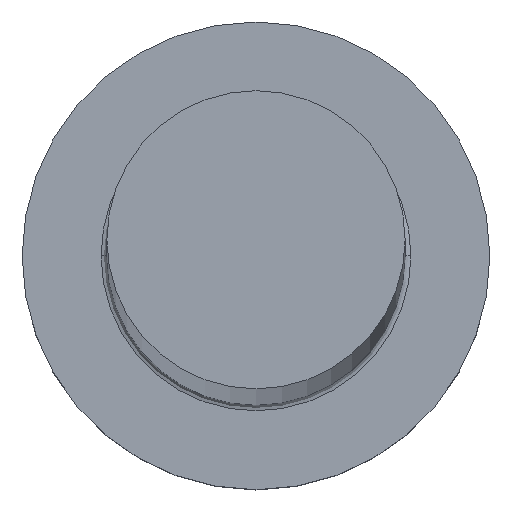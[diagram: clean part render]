
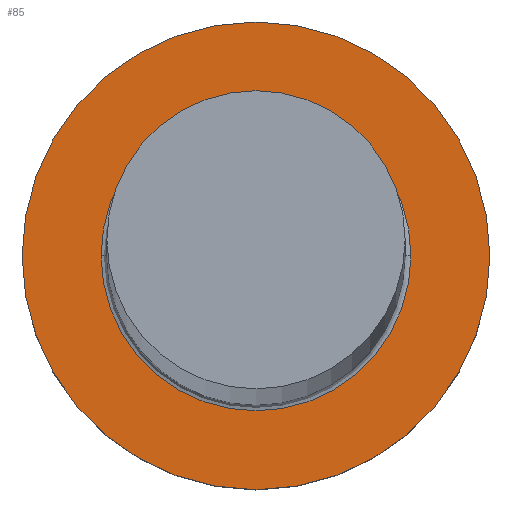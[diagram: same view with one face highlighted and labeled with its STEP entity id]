
A CAD part, top view. The second image highlights one B-rep face of the part: STEP entity #85.
In plain terms, the highlighted planar face has unit normal (0, 0, 1).
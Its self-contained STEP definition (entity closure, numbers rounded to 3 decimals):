
#11 = DIRECTION ( 'NONE',  ( 0., 0., 1. ) ) ;
#20 = CARTESIAN_POINT ( 'NONE',  ( 8., 0., 5. ) ) ;
#23 = EDGE_LOOP ( 'NONE', ( #145, #34 ) ) ;
#29 = PLANE ( 'NONE',  #175 ) ;
#30 = AXIS2_PLACEMENT_3D ( 'NONE', #278, #279, #62 ) ;
#34 = ORIENTED_EDGE ( 'NONE', *, *, #237, .T. ) ;
#41 = AXIS2_PLACEMENT_3D ( 'NONE', #239, #283, #66 ) ;
#52 = CARTESIAN_POINT ( 'NONE',  ( 0., 0., 5. ) ) ;
#62 = DIRECTION ( 'NONE',  ( 1., 0., 0. ) ) ;
#66 = DIRECTION ( 'NONE',  ( 1., 0., 0. ) ) ;
#71 = VERTEX_POINT ( 'NONE', #231 ) ;
#73 = FACE_OUTER_BOUND ( 'NONE', #23, .T. ) ;
#77 = CIRCLE ( 'NONE', #30, 8. ) ;
#85 = ADVANCED_FACE ( 'NONE', ( #270, #73 ), #29, .T. ) ;
#108 = DIRECTION ( 'NONE',  ( 1., 0., 0. ) ) ;
#118 = EDGE_LOOP ( 'NONE', ( #250, #263 ) ) ;
#121 = AXIS2_PLACEMENT_3D ( 'NONE', #52, #199, #122 ) ;
#122 = DIRECTION ( 'NONE',  ( 1., 0., 0. ) ) ;
#132 = CIRCLE ( 'NONE', #41, 5.3 ) ;
#133 = VERTEX_POINT ( 'NONE', #299 ) ;
#145 = ORIENTED_EDGE ( 'NONE', *, *, #301, .T. ) ;
#157 = VERTEX_POINT ( 'NONE', #255 ) ;
#175 = AXIS2_PLACEMENT_3D ( 'NONE', #225, #11, #176 ) ;
#176 = DIRECTION ( 'NONE',  ( 1., 0., 0. ) ) ;
#199 = DIRECTION ( 'NONE',  ( 0., 0., 1. ) ) ;
#207 = VERTEX_POINT ( 'NONE', #20 ) ;
#209 = AXIS2_PLACEMENT_3D ( 'NONE', #211, #236, #108 ) ;
#211 = CARTESIAN_POINT ( 'NONE',  ( 0., 0., 5. ) ) ;
#224 = EDGE_CURVE ( 'NONE', #71, #157, #132, .T. ) ;
#225 = CARTESIAN_POINT ( 'NONE',  ( 0., 0., 5. ) ) ;
#226 = CIRCLE ( 'NONE', #209, 5.3 ) ;
#231 = CARTESIAN_POINT ( 'NONE',  ( -5.3, 0., 5. ) ) ;
#236 = DIRECTION ( 'NONE',  ( 0., 0., -1. ) ) ;
#237 = EDGE_CURVE ( 'NONE', #207, #133, #77, .T. ) ;
#239 = CARTESIAN_POINT ( 'NONE',  ( 0., 0., 5. ) ) ;
#249 = EDGE_CURVE ( 'NONE', #157, #71, #226, .T. ) ;
#250 = ORIENTED_EDGE ( 'NONE', *, *, #249, .T. ) ;
#255 = CARTESIAN_POINT ( 'NONE',  ( 5.3, 0., 5. ) ) ;
#263 = ORIENTED_EDGE ( 'NONE', *, *, #224, .T. ) ;
#270 = FACE_BOUND ( 'NONE', #118, .T. ) ;
#278 = CARTESIAN_POINT ( 'NONE',  ( 0., 0., 5. ) ) ;
#279 = DIRECTION ( 'NONE',  ( 0., 0., 1. ) ) ;
#283 = DIRECTION ( 'NONE',  ( 0., 0., -1. ) ) ;
#299 = CARTESIAN_POINT ( 'NONE',  ( -8., 0., 5. ) ) ;
#301 = EDGE_CURVE ( 'NONE', #133, #207, #306, .T. ) ;
#306 = CIRCLE ( 'NONE', #121, 8. ) ;
